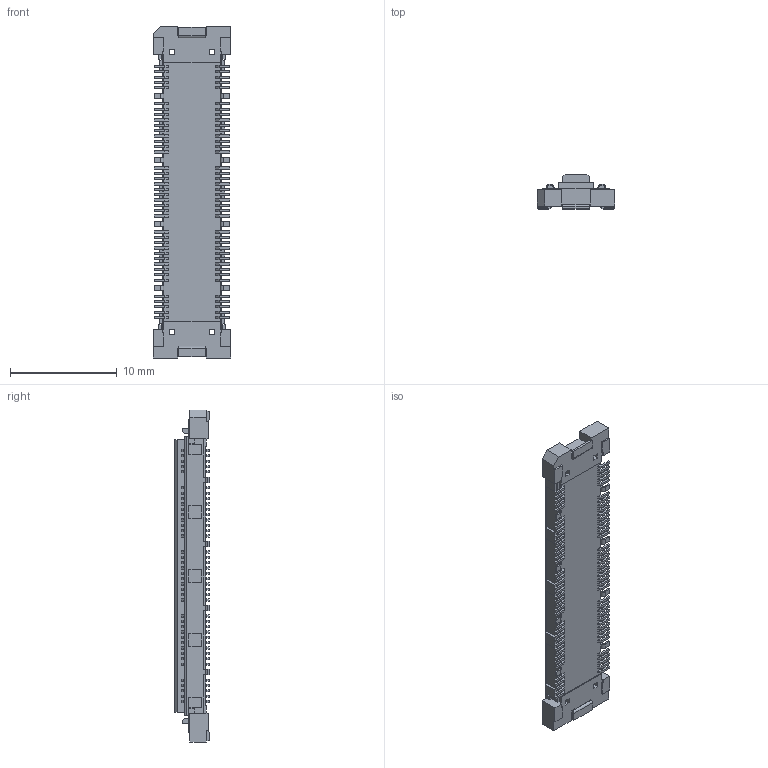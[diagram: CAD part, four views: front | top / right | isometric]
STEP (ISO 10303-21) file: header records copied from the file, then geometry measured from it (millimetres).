
FILE_DESCRIPTION(('OneSpaceDesigner STEP Export'),'2;1');
FILE_NAME('FX10B-80S8-SV.stp','2007-12-17T18:40:06',(''),(''),'OneSpace Designer STEP processor for AP214 (Solid Model)','OneSpace Modeling 15.00A 14-Mar-2007 (C) CoCreate Software GmbH','');
FILE_SCHEMA(('AUTOMOTIVE_DESIGN { 1 0 10303 214 1 1 1 1 }'));
Length unit declared in the file: millimetre
Products named in the file (2): FX10B-80S8-SV
Assembly tree (1 placements, depth 2):
  FX10B-80S8-SV
    FX10B-80S8-SV
Bounding box: 7.3 x 3.2 x 31.1 mm (x, y, z)
Volume: 323 mm3; surface area: 904 mm2
Topology: 1 solids, 1 shells, 1487 faces, 3946 edges, 2612 vertices
Faces by surface type: plane 1271, cylinder 200, sphere 16
Entity records: 43035 total; most frequent: ORIENTED_EDGE 7860, CARTESIAN_POINT 7536, DIRECTION 6395, EDGE_CURVE 3930, VECTOR 3453, LINE 3453, VERTEX_POINT 2612, EDGE_LOOP 1662
